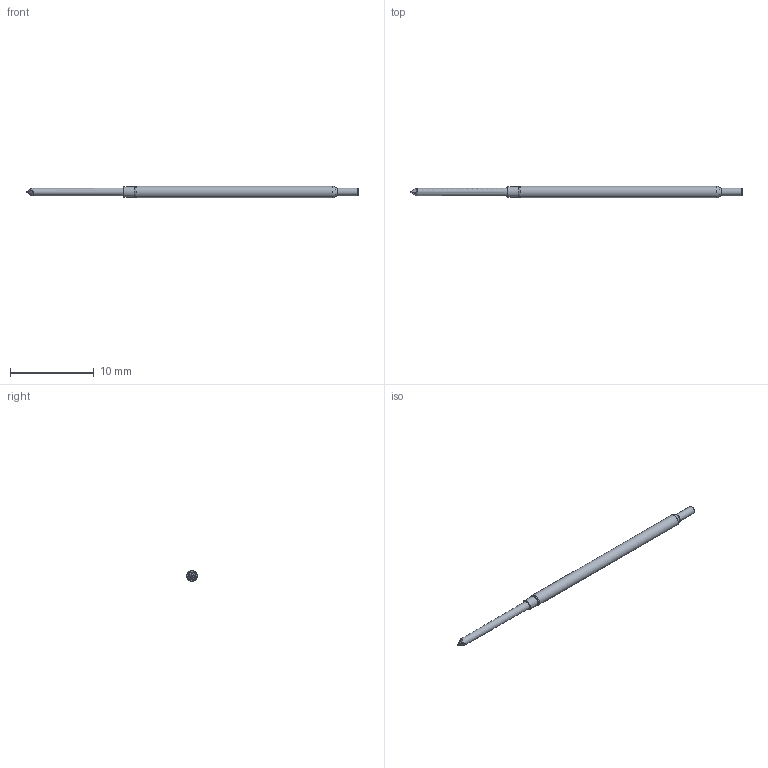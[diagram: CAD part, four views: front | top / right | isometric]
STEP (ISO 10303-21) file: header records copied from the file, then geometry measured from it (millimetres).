
FILE_DESCRIPTION (( 'STEP AP214' ), '1' );
FILE_NAME ('X75-4061.STEP', '2020-04-17T17:42:02', ( '' ), ( '' ), 'SwSTEP 2.0', 'SolidWorks 2019', '' );
FILE_SCHEMA (( 'AUTOMOTIVE_DESIGN' ));
Length unit declared in the file: inch
Products named in the file (1): X75-4061
Bounding box: 39.62 x 1.37 x 1.37 mm (x, y, z)
Volume: 45.9 mm3; surface area: 149.9 mm2
Topology: 1 solids, 1 shells, 25 faces, 57 edges, 35 vertices
Faces by surface type: bspline 12, torus 4, cylinder 3, plane 3, cone 3
Full cylindrical faces by diameter (mm): 0.922 x1, 1.232 x1, 1.367 x1
Entity records: 2753 total; most frequent: CARTESIAN_POINT 1974, ORIENTED_EDGE 90, DIRECTION 50, EDGE_CURVE 45, EDGE_LOOP 36, B_SPLINE_CURVE_WITH_KNOTS 34, VERTEX_POINT 33, FACE_OUTER_BOUND 32
